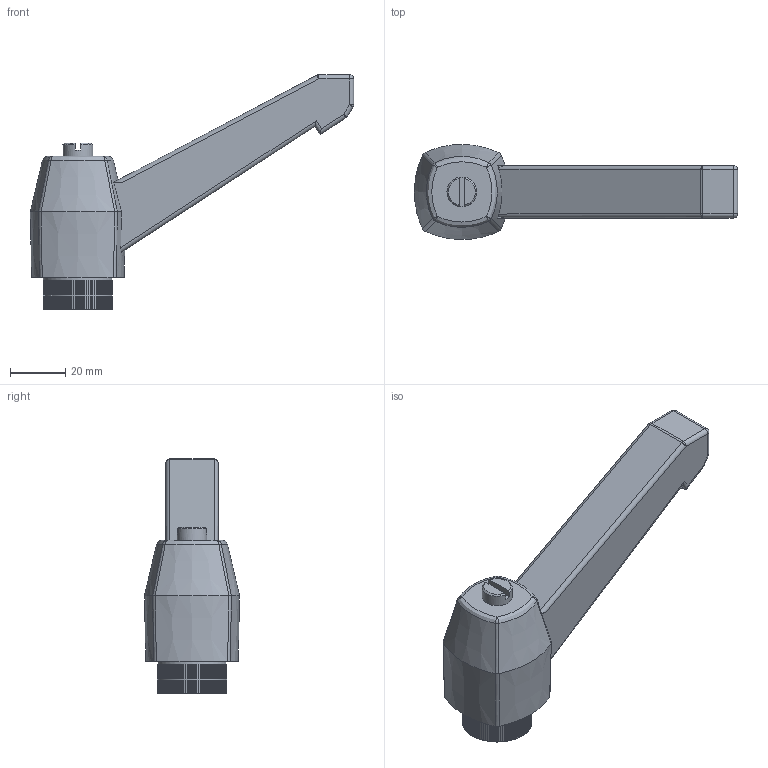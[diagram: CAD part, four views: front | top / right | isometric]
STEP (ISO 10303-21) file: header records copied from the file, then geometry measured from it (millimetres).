
FILE_DESCRIPTION( ( 'Unknown' ), '1' );
FILE_NAME( '7347005_MAB100_M12.stp', 'Unknown', ( 'Unknown' ), ( 'Unknown' ), 'PSStep 14.0', 'Unknown', ' ' );
FILE_SCHEMA( ( 'AUTOMOTIVE_DESIGN { 1 0 10303 214 1 1 1 1 }' ) );
Length unit declared in the file: millimetre
Products named in the file (1): 7347005
Bounding box: 117.24 x 34.48 x 85 mm (x, y, z)
Volume: 70413.4 mm3; surface area: 16806.7 mm2
Topology: 1 solids, 2 shells, 516 faces, 1472 edges, 950 vertices
Faces by surface type: plane 328, cylinder 142, bspline 24, sphere 18, cone 4
Full cylindrical faces by diameter (mm): 6 x1, 10.106 x2, 10.8 x1, 25 x1
Entity records: 22754 total; most frequent: CARTESIAN_POINT 5066, ORIENTED_EDGE 2894, DIRECTION 2862, EDGE_CURVE 1447, AXIS2_PLACEMENT_3D 987, VERTEX_POINT 945, LINE 888, VECTOR 888
